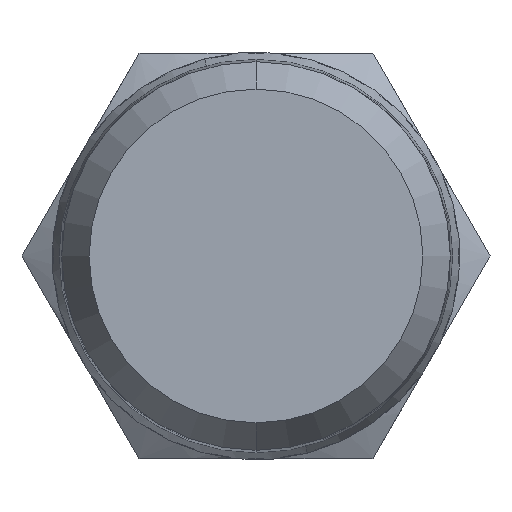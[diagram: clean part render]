
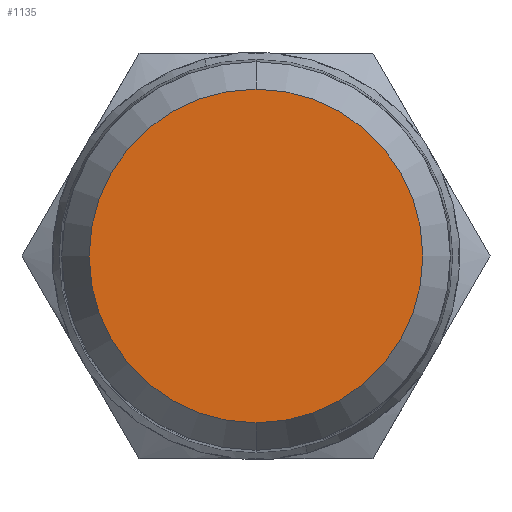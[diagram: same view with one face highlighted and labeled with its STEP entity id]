
A CAD part, front view. The second image highlights one B-rep face of the part: STEP entity #1135.
In plain terms, the highlighted planar face has unit normal (0, -1, 0).
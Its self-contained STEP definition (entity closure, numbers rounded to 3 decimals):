
#369 = PLANE ( 'NONE',  #1066 ) ;
#370 = CARTESIAN_POINT ( 'NONE',  ( 0., 0., 0. ) ) ;
#375 = DIRECTION ( 'NONE',  ( 0., -1., 0. ) ) ;
#376 = DIRECTION ( 'NONE',  ( 0., 0., -1. ) ) ;
#510 = VERTEX_POINT ( 'NONE', #1164 ) ;
#520 = VERTEX_POINT ( 'NONE', #1265 ) ;
#909 = EDGE_CURVE ( 'NONE', #520, #510, #1283, .T. ) ;
#926 = EDGE_CURVE ( 'NONE', #510, #520, #1307, .T. ) ;
#1025 = AXIS2_PLACEMENT_3D ( 'NONE', #1737, #1738, #1739 ) ;
#1037 = AXIS2_PLACEMENT_3D ( 'NONE', #1781, #1782, #1783 ) ;
#1066 = AXIS2_PLACEMENT_3D ( 'NONE', #370, #375, #376 ) ;
#1135 = ADVANCED_FACE ( 'NONE', ( #1372 ), #369, .T. ) ;
#1164 = CARTESIAN_POINT ( 'NONE',  ( 0., 0., 7. ) ) ;
#1265 = CARTESIAN_POINT ( 'NONE',  ( 0., 0., -7. ) ) ;
#1283 = CIRCLE ( 'NONE', #1025, 7. ) ;
#1307 = CIRCLE ( 'NONE', #1037, 7. ) ;
#1372 = FACE_OUTER_BOUND ( 'NONE', #2080, .T. ) ;
#1535 = ORIENTED_EDGE ( 'NONE', *, *, #909, .T. ) ;
#1536 = ORIENTED_EDGE ( 'NONE', *, *, #926, .T. ) ;
#1737 = CARTESIAN_POINT ( 'NONE',  ( 0., 0., 0. ) ) ;
#1738 = DIRECTION ( 'NONE',  ( 0., -1., 0. ) ) ;
#1739 = DIRECTION ( 'NONE',  ( 0., 0., -1. ) ) ;
#1781 = CARTESIAN_POINT ( 'NONE',  ( 0., 0., 0. ) ) ;
#1782 = DIRECTION ( 'NONE',  ( 0., -1., 0. ) ) ;
#1783 = DIRECTION ( 'NONE',  ( 0., 0., -1. ) ) ;
#2080 = EDGE_LOOP ( 'NONE', ( #1536, #1535 ) ) ;
